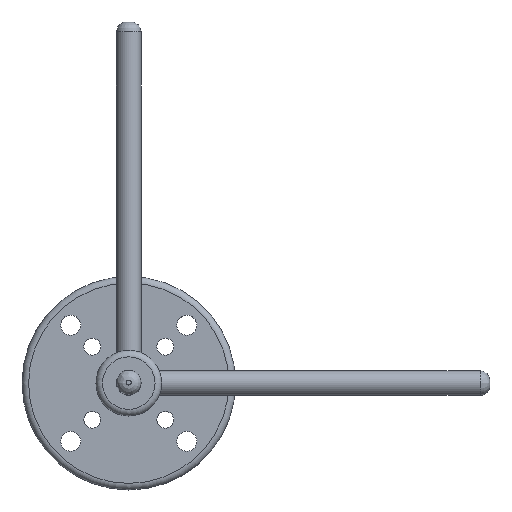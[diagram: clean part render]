
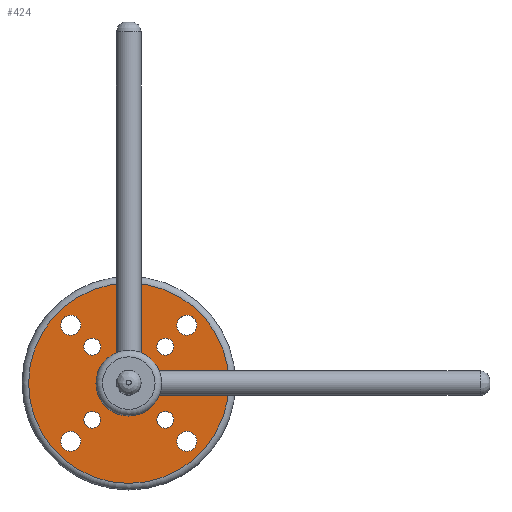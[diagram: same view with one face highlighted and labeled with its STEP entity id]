
A CAD part, top view. The second image highlights one B-rep face of the part: STEP entity #424.
In plain terms, the highlighted planar face has unit normal (0, 0, 1).
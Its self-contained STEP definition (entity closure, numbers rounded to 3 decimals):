
#47=PLANE('',#509);
#54=FACE_BOUND('',#157,.T.);
#55=FACE_BOUND('',#158,.T.);
#56=FACE_BOUND('',#159,.T.);
#57=FACE_BOUND('',#160,.T.);
#58=FACE_BOUND('',#161,.T.);
#59=FACE_BOUND('',#162,.T.);
#60=FACE_BOUND('',#163,.T.);
#61=FACE_BOUND('',#164,.T.);
#62=FACE_BOUND('',#165,.T.);
#128=FACE_OUTER_BOUND('',#156,.T.);
#156=EDGE_LOOP('',(#346));
#157=EDGE_LOOP('',(#347));
#158=EDGE_LOOP('',(#348));
#159=EDGE_LOOP('',(#349));
#160=EDGE_LOOP('',(#350));
#161=EDGE_LOOP('',(#351));
#162=EDGE_LOOP('',(#352));
#163=EDGE_LOOP('',(#353));
#164=EDGE_LOOP('',(#354));
#165=EDGE_LOOP('',(#355));
#191=CIRCLE('',#492,10.);
#196=CIRCLE('',#505,30.5);
#200=CIRCLE('',#510,2.55);
#201=CIRCLE('',#511,3.05);
#202=CIRCLE('',#512,3.05);
#203=CIRCLE('',#513,2.55);
#204=CIRCLE('',#514,3.05);
#205=CIRCLE('',#515,2.55);
#206=CIRCLE('',#516,3.05);
#207=CIRCLE('',#517,2.55);
#223=VERTEX_POINT('',#703);
#233=VERTEX_POINT('',#805);
#236=VERTEX_POINT('',#813);
#237=VERTEX_POINT('',#815);
#238=VERTEX_POINT('',#817);
#239=VERTEX_POINT('',#819);
#240=VERTEX_POINT('',#821);
#241=VERTEX_POINT('',#823);
#242=VERTEX_POINT('',#825);
#243=VERTEX_POINT('',#827);
#260=EDGE_CURVE('',#223,#223,#191,.T.);
#273=EDGE_CURVE('',#233,#233,#196,.T.);
#277=EDGE_CURVE('',#236,#236,#200,.T.);
#278=EDGE_CURVE('',#237,#237,#201,.T.);
#279=EDGE_CURVE('',#238,#238,#202,.T.);
#280=EDGE_CURVE('',#239,#239,#203,.T.);
#281=EDGE_CURVE('',#240,#240,#204,.T.);
#282=EDGE_CURVE('',#241,#241,#205,.T.);
#283=EDGE_CURVE('',#242,#242,#206,.T.);
#284=EDGE_CURVE('',#243,#243,#207,.T.);
#346=ORIENTED_EDGE('',*,*,#273,.F.);
#347=ORIENTED_EDGE('',*,*,#260,.T.);
#348=ORIENTED_EDGE('',*,*,#277,.T.);
#349=ORIENTED_EDGE('',*,*,#278,.T.);
#350=ORIENTED_EDGE('',*,*,#279,.T.);
#351=ORIENTED_EDGE('',*,*,#280,.T.);
#352=ORIENTED_EDGE('',*,*,#281,.T.);
#353=ORIENTED_EDGE('',*,*,#282,.T.);
#354=ORIENTED_EDGE('',*,*,#283,.T.);
#355=ORIENTED_EDGE('',*,*,#284,.T.);
#424=ADVANCED_FACE('',(#128,#54,#55,#56,#57,#58,#59,#60,#61,#62),#47,.T.);
#492=AXIS2_PLACEMENT_3D('',#705,#565,#566);
#505=AXIS2_PLACEMENT_3D('',#806,#594,#595);
#509=AXIS2_PLACEMENT_3D('',#812,#602,#603);
#510=AXIS2_PLACEMENT_3D('',#814,#604,#605);
#511=AXIS2_PLACEMENT_3D('',#816,#606,#607);
#512=AXIS2_PLACEMENT_3D('',#818,#608,#609);
#513=AXIS2_PLACEMENT_3D('',#820,#610,#611);
#514=AXIS2_PLACEMENT_3D('',#822,#612,#613);
#515=AXIS2_PLACEMENT_3D('',#824,#614,#615);
#516=AXIS2_PLACEMENT_3D('',#826,#616,#617);
#517=AXIS2_PLACEMENT_3D('',#828,#618,#619);
#565=DIRECTION('center_axis',(0.,0.,-1.));
#566=DIRECTION('ref_axis',(1.,0.,0.));
#594=DIRECTION('center_axis',(0.,0.,-1.));
#595=DIRECTION('ref_axis',(-1.,0.,0.));
#602=DIRECTION('center_axis',(0.,0.,1.));
#603=DIRECTION('ref_axis',(1.,0.,0.));
#604=DIRECTION('center_axis',(0.,0.,-1.));
#605=DIRECTION('ref_axis',(-1.,0.,0.));
#606=DIRECTION('center_axis',(0.,0.,-1.));
#607=DIRECTION('ref_axis',(-1.,0.,0.));
#608=DIRECTION('center_axis',(0.,0.,-1.));
#609=DIRECTION('ref_axis',(-1.,0.,0.));
#610=DIRECTION('center_axis',(0.,0.,-1.));
#611=DIRECTION('ref_axis',(-1.,0.,0.));
#612=DIRECTION('center_axis',(0.,0.,-1.));
#613=DIRECTION('ref_axis',(-1.,0.,0.));
#614=DIRECTION('center_axis',(0.,0.,-1.));
#615=DIRECTION('ref_axis',(-1.,0.,0.));
#616=DIRECTION('center_axis',(0.,0.,-1.));
#617=DIRECTION('ref_axis',(-1.,0.,0.));
#618=DIRECTION('center_axis',(0.,0.,-1.));
#619=DIRECTION('ref_axis',(-1.,0.,0.));
#703=CARTESIAN_POINT('',(-10.,0.,10.));
#705=CARTESIAN_POINT('Origin',(0.,0.,10.));
#805=CARTESIAN_POINT('',(-30.5,0.,10.));
#806=CARTESIAN_POINT('Origin',(0.,0.,10.));
#812=CARTESIAN_POINT('Origin',(0.,0.,10.));
#813=CARTESIAN_POINT('',(-12.94,12.94,10.));
#814=CARTESIAN_POINT('Origin',(-11.137,11.137,10.));
#815=CARTESIAN_POINT('',(-19.834,19.834,10.));
#816=CARTESIAN_POINT('Origin',(-17.678,17.678,10.));
#817=CARTESIAN_POINT('',(15.521,-15.521,10.));
#818=CARTESIAN_POINT('Origin',(17.678,-17.678,10.));
#819=CARTESIAN_POINT('',(9.334,-9.334,10.));
#820=CARTESIAN_POINT('Origin',(11.137,-11.137,10.));
#821=CARTESIAN_POINT('',(15.521,19.834,10.));
#822=CARTESIAN_POINT('Origin',(17.678,17.678,10.));
#823=CARTESIAN_POINT('',(9.334,12.94,10.));
#824=CARTESIAN_POINT('Origin',(11.137,11.137,10.));
#825=CARTESIAN_POINT('',(-19.834,-15.521,10.));
#826=CARTESIAN_POINT('Origin',(-17.678,-17.678,10.));
#827=CARTESIAN_POINT('',(-12.94,-9.334,10.));
#828=CARTESIAN_POINT('Origin',(-11.137,-11.137,10.));
